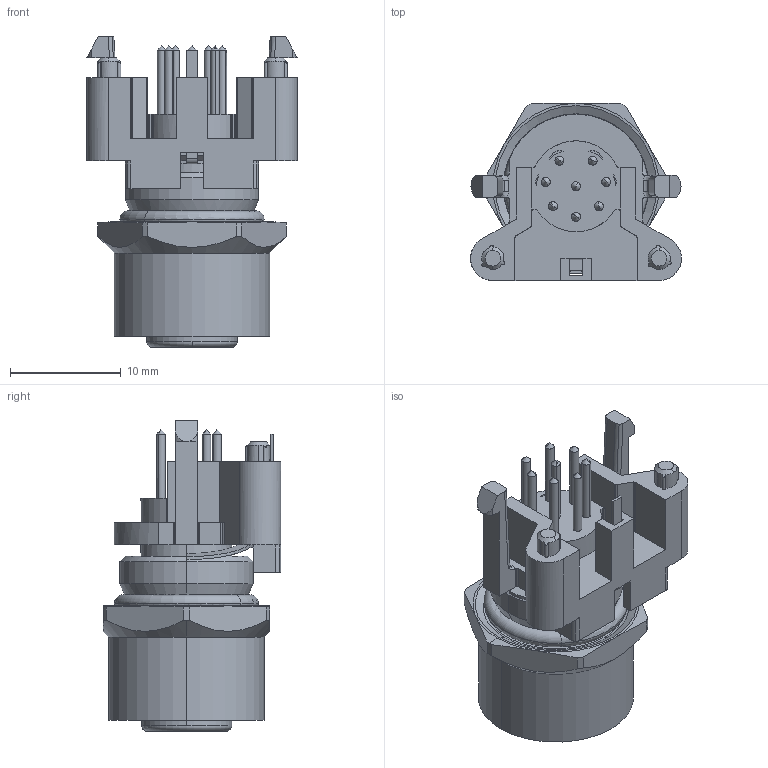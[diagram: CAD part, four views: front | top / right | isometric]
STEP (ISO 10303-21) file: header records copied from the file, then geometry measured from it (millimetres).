
FILE_DESCRIPTION(('CATIA V5R24 STEP','CAx-IF Rec.Pracs.--- Model Styling and Organization---1.2---2011-12-15'),'2;1');
FILE_NAME ('D1461764_0_2421790000_2421790000.stp','2017-04-21T05:46:57+00:00',('none'),('Weidmueller'),'CATIA Version 5-6 Release 2014 SP4 HF52','CATIA V5 STEP AP214','none');
FILE_SCHEMA(('AUTOMOTIVE_DESIGN { 1 0 10303 214 1 1 1 1 }'));
Length unit declared in the file: millimetre
Products named in the file (1): v5-standard_part
Bounding box: 19 x 16 x 28 mm (x, y, z)
Volume: 2781.2 mm3; surface area: 4379.3 mm2
Topology: 1 solids, 11 shells, 898 faces, 2525 edges, 1623 vertices
Faces by surface type: cylinder 324, plane 291, bspline 147, cone 77, torus 59
Entity records: 32090 total; most frequent: CARTESIAN_POINT 10705, ORIENTED_EDGE 4882, DIRECTION 3095, EDGE_CURVE 2441, VERTEX_POINT 1618, AXIS2_PLACEMENT_3D 1395, EDGE_LOOP 971, VECTOR 949
